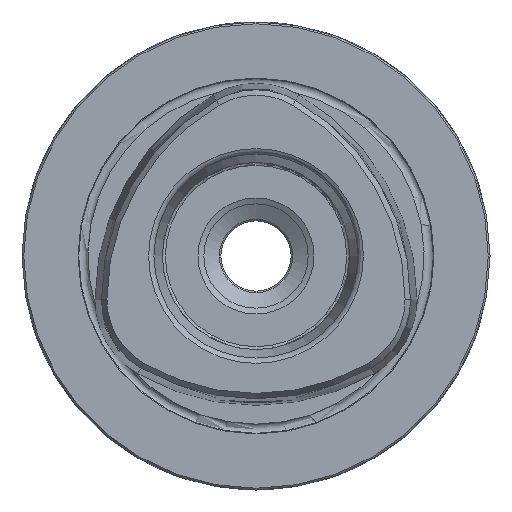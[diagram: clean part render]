
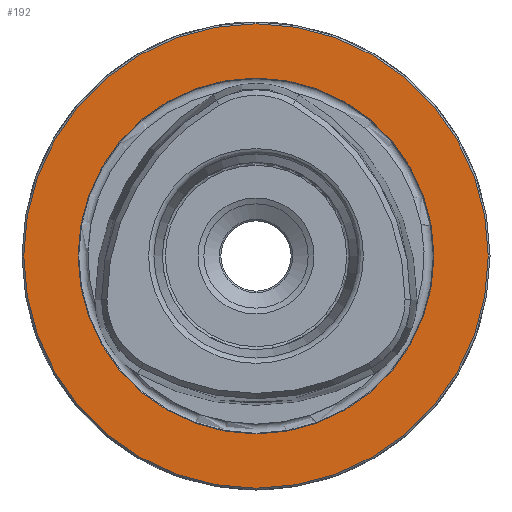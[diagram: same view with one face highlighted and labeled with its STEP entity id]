
A CAD part, left-side view. The second image highlights one B-rep face of the part: STEP entity #192.
In plain terms, the highlighted planar face has unit normal (-1, 0, 0).
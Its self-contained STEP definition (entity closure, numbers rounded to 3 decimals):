
#192 = ADVANCED_FACE( '', ( #471, #472 ), #473, .T. );
#471 = FACE_OUTER_BOUND( '', #842, .T. );
#472 = FACE_BOUND( '', #843, .T. );
#473 = PLANE( '', #844 );
#842 = EDGE_LOOP( '', ( #1358 ) );
#843 = EDGE_LOOP( '', ( #1359 ) );
#844 = AXIS2_PLACEMENT_3D( '', #1360, #1361, #1362 );
#1358 = ORIENTED_EDGE( '', *, *, #2045, .T. );
#1359 = ORIENTED_EDGE( '', *, *, #1925, .F. );
#1360 = CARTESIAN_POINT( '', ( 0., 0., 30.25 ) );
#1361 = DIRECTION( '', ( -1., 0., 0. ) );
#1362 = DIRECTION( '', ( 0., 0., 1. ) );
#1925 = EDGE_CURVE( '', #2247, #2247, #2248, .T. );
#2045 = EDGE_CURVE( '', #2444, #2444, #2445, .T. );
#2247 = VERTEX_POINT( '', #2711 );
#2248 = CIRCLE( '', #2712, 30.414 );
#2444 = VERTEX_POINT( '', #3432 );
#2445 = CIRCLE( '', #3433, 39.7 );
#2711 = CARTESIAN_POINT( '', ( 0., 0., 30.414 ) );
#2712 = AXIS2_PLACEMENT_3D( '', #3928, #3929, #3930 );
#3432 = CARTESIAN_POINT( '', ( 0., 0., 39.7 ) );
#3433 = AXIS2_PLACEMENT_3D( '', #4086, #4087, #4088 );
#3928 = CARTESIAN_POINT( '', ( 0., 0., 0. ) );
#3929 = DIRECTION( '', ( -1., 0., 0. ) );
#3930 = DIRECTION( '', ( 0., 0., 1. ) );
#4086 = CARTESIAN_POINT( '', ( 0., 0., 0. ) );
#4087 = DIRECTION( '', ( -1., 0., 0. ) );
#4088 = DIRECTION( '', ( 0., 0., 1. ) );
